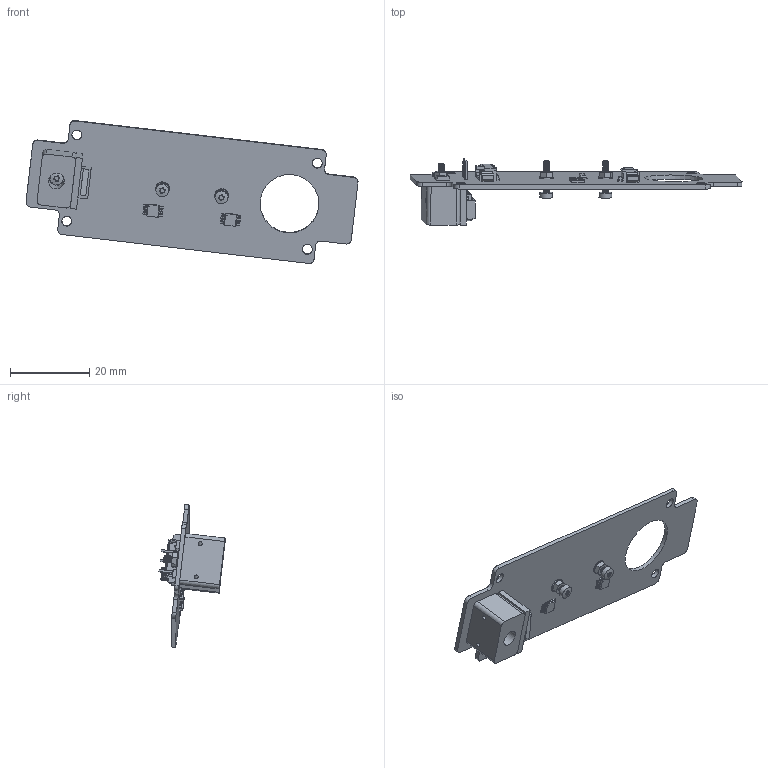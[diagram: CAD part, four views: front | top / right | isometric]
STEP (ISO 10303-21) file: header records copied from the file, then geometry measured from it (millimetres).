
FILE_DESCRIPTION(/* description */ (''),/* implementation_level */ '2;1');
FILE_NAME(/* name */ 'Placa B2 v2.stp',/* time_stamp */ '2020-06-26T21:12:29-04:00',/* author */ ('javic'),/* organization */ (''),/* preprocessor_version */ 'ST-DEVELOPER v18.1',/* originating_system */ 'Autodesk Inventor 2020',/* authorisation */ '');
FILE_SCHEMA (('AUTOMOTIVE_DESIGN { 1 0 10303 214 3 1 1 }'));
Length unit declared in the file: millimetre
Products named in the file (15): Placa B2 con componentes y soporte 2.0; Interstage B2; Mosfet PMV16XNR; Soporte v2; Soporte placa 2.0; Golilla M1.6  ; Tornillo M1.6 8 mm; Tuerca M1.6_2; Picoblade 2; Placa Cobre; Switch AV4524; Conector 3 pines; Picoblade 6; Resistencia 330 Ohm ERA-8APB1581V-; Sensor MCP9808T
Assembly tree (27 placements, depth 3):
  Placa B2 con componentes y soporte 2.0
    Interstage B2
    Mosfet PMV16XNR
    Golilla M1.6    x5
    Tuerca M1.6_2  x5
    Soporte v2
      Soporte placa 2.0
      Golilla M1.6  
      Tornillo M1.6 8 mm
    Tornillo M1.6 8 mm  x2
    Picoblade 2
    Placa Cobre
    Switch AV4524
    Conector 3 pines
    Picoblade 6
    Resistencia 330 Ohm ERA-8APB1581V-  x2
    Sensor MCP9808T  x2
Bounding box: 83.64 x 16.66 x 36.01 mm (x, y, z)
Volume: 3544.7 mm3; surface area: 6923.1 mm2
Topology: 57 solids, 58 shells, 1507 faces, 4023 edges, 2695 vertices
Faces by surface type: plane 1030, cylinder 374, cone 60, torus 24, bspline 16, sphere 3
Full cylindrical faces by diameter (mm): 0.15 x2, 0.163 x1, 0.8 x3, 1 x4, 1.139 x66, 1.538 x69, 1.6 x20, 1.7 x6, 1.8 x4, 2.5 x4, 3.2 x3, 3.5 x6, 4 x1, 14.8 x1
Entity records: 42727 total; most frequent: CARTESIAN_POINT 15655, ORIENTED_EDGE 5598, DIRECTION 5130, EDGE_CURVE 2804, LINE 2356, VECTOR 2356, VERTEX_POINT 1831, AXIS2_PLACEMENT_3D 1387
